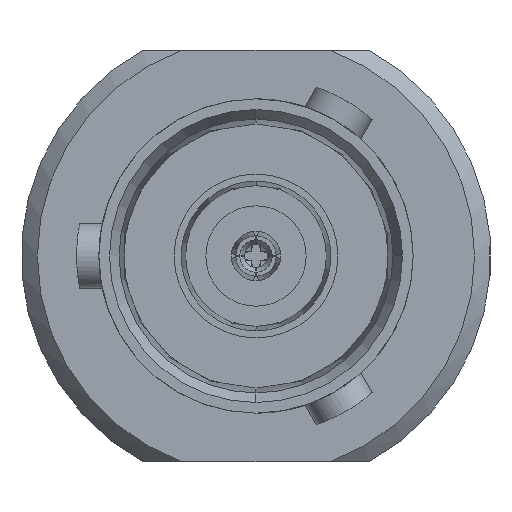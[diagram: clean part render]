
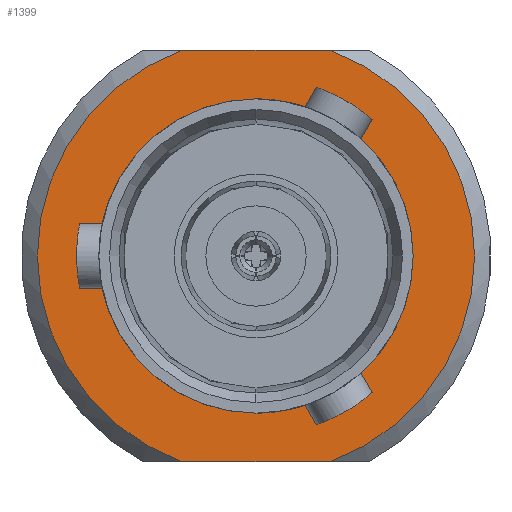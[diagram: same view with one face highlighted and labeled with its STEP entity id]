
A CAD part, left-side view. The second image highlights one B-rep face of the part: STEP entity #1399.
In plain terms, the highlighted face is planar.
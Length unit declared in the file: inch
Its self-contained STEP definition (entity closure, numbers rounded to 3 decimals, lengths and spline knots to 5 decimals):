
#279 = CARTESIAN_POINT ( 'NONE',  ( -0.45276, 0., -0.191 ) ) ;
#407 = DIRECTION ( 'NONE',  ( 0., 0., -1. ) ) ;
#476 = LINE ( 'NONE', #896, #4625 ) ;
#490 = VERTEX_POINT ( 'NONE', #3493 ) ;
#619 = DIRECTION ( 'NONE',  ( 0., 1., 0. ) ) ;
#809 = ORIENTED_EDGE ( 'NONE', *, *, #1892, .T. ) ;
#896 = CARTESIAN_POINT ( 'NONE',  ( -0.45276, 0.26575, 0.25 ) ) ;
#1039 = CIRCLE ( 'NONE', #1796, 0.26575 ) ;
#1042 = DIRECTION ( 'NONE',  ( 0., 0., -1. ) ) ;
#1093 = EDGE_CURVE ( 'NONE', #490, #4188, #476, .T. ) ;
#1317 = DIRECTION ( 'NONE',  ( 1., 0., 0. ) ) ;
#1348 = DIRECTION ( 'NONE',  ( 0., -1., 0. ) ) ;
#1393 = DIRECTION ( 'NONE',  ( 1., 0., 0. ) ) ;
#1399 = ADVANCED_FACE ( 'NONE', ( #4834, #4957 ), #2946, .F. ) ;
#1747 = DIRECTION ( 'NONE',  ( 0., 0., -1. ) ) ;
#1761 = CIRCLE ( 'NONE', #4737, 0.191 ) ;
#1796 = AXIS2_PLACEMENT_3D ( 'NONE', #4864, #1317, #2902 ) ;
#1826 = VERTEX_POINT ( 'NONE', #279 ) ;
#1828 = VECTOR ( 'NONE', #619, 39.37008 ) ;
#1832 = EDGE_CURVE ( 'NONE', #3348, #2619, #4954, .T. ) ;
#1892 = EDGE_CURVE ( 'NONE', #4188, #3348, #3397, .T. ) ;
#2202 = EDGE_CURVE ( 'NONE', #3574, #1826, #3054, .T. ) ;
#2227 = ORIENTED_EDGE ( 'NONE', *, *, #2202, .F. ) ;
#2392 = AXIS2_PLACEMENT_3D ( 'NONE', #4610, #4553, #1747 ) ;
#2443 = CARTESIAN_POINT ( 'NONE',  ( -0.45276, -0.09012, -0.25 ) ) ;
#2467 = CARTESIAN_POINT ( 'NONE',  ( -0.45276, 0., 0.191 ) ) ;
#2553 = DIRECTION ( 'NONE',  ( 0., 0., 1. ) ) ;
#2619 = VERTEX_POINT ( 'NONE', #2932 ) ;
#2902 = DIRECTION ( 'NONE',  ( 0., 0., -1. ) ) ;
#2932 = CARTESIAN_POINT ( 'NONE',  ( -0.45276, 0.09012, -0.25 ) ) ;
#2946 = PLANE ( 'NONE',  #3958 ) ;
#2972 = ORIENTED_EDGE ( 'NONE', *, *, #3628, .F. ) ;
#2974 = CARTESIAN_POINT ( 'NONE',  ( -0.45276, 0.26575, 0. ) ) ;
#3054 = CIRCLE ( 'NONE', #2392, 0.191 ) ;
#3296 = CARTESIAN_POINT ( 'NONE',  ( -0.45276, -0.09012, 0.25 ) ) ;
#3348 = VERTEX_POINT ( 'NONE', #2443 ) ;
#3353 = CARTESIAN_POINT ( 'NONE',  ( -0.45276, 0., 0. ) ) ;
#3397 = CIRCLE ( 'NONE', #4299, 0.26575 ) ;
#3493 = CARTESIAN_POINT ( 'NONE',  ( -0.45276, 0.09012, 0.25 ) ) ;
#3574 = VERTEX_POINT ( 'NONE', #2467 ) ;
#3628 = EDGE_CURVE ( 'NONE', #1826, #3574, #1761, .T. ) ;
#3685 = EDGE_LOOP ( 'NONE', ( #2972, #2227 ) ) ;
#3958 = AXIS2_PLACEMENT_3D ( 'NONE', #2974, #4127, #2553 ) ;
#3992 = CARTESIAN_POINT ( 'NONE',  ( -0.45276, 0., 0. ) ) ;
#4044 = DIRECTION ( 'NONE',  ( 1., 0., 0. ) ) ;
#4095 = EDGE_LOOP ( 'NONE', ( #809, #4270, #4464, #5020 ) ) ;
#4127 = DIRECTION ( 'NONE',  ( -1., 0., 0. ) ) ;
#4188 = VERTEX_POINT ( 'NONE', #3296 ) ;
#4270 = ORIENTED_EDGE ( 'NONE', *, *, #1832, .T. ) ;
#4299 = AXIS2_PLACEMENT_3D ( 'NONE', #3353, #1393, #1042 ) ;
#4464 = ORIENTED_EDGE ( 'NONE', *, *, #4975, .T. ) ;
#4553 = DIRECTION ( 'NONE',  ( 1., 0., 0. ) ) ;
#4610 = CARTESIAN_POINT ( 'NONE',  ( -0.45276, 0., 0. ) ) ;
#4625 = VECTOR ( 'NONE', #1348, 39.37008 ) ;
#4737 = AXIS2_PLACEMENT_3D ( 'NONE', #3992, #4044, #407 ) ;
#4834 = FACE_BOUND ( 'NONE', #3685, .T. ) ;
#4864 = CARTESIAN_POINT ( 'NONE',  ( -0.45276, 0., 0. ) ) ;
#4929 = CARTESIAN_POINT ( 'NONE',  ( -0.45276, 0.26575, -0.25 ) ) ;
#4954 = LINE ( 'NONE', #4929, #1828 ) ;
#4957 = FACE_OUTER_BOUND ( 'NONE', #4095, .T. ) ;
#4975 = EDGE_CURVE ( 'NONE', #2619, #490, #1039, .T. ) ;
#5020 = ORIENTED_EDGE ( 'NONE', *, *, #1093, .T. ) ;
